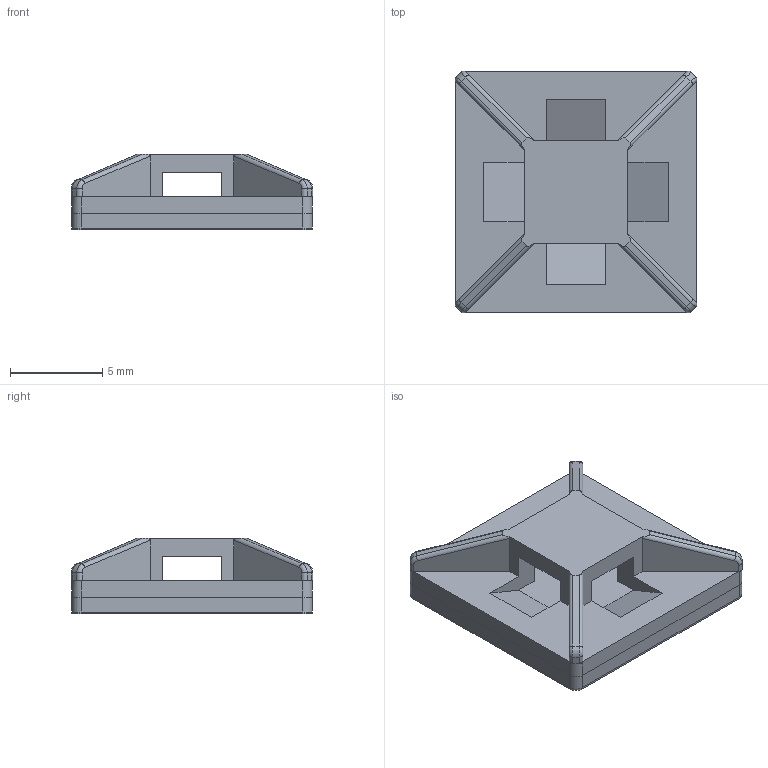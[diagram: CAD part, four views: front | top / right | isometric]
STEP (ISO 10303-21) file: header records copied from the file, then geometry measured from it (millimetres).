
FILE_DESCRIPTION( ( 'Unknown' ), '1' );
FILE_NAME( '530909100.stp', 'Unknown', ( 'Unknown' ), ( 'Unknown' ), 'PSStep 17.0.49', 'Unknown', ' ' );
FILE_SCHEMA( ( 'AUTOMOTIVE_DESIGN { 1 0 10303 214 1 1 1 1 }' ) );
Length unit declared in the file: millimetre
Products named in the file (4): Assem1; 530909100; 3M_adhesive tape; release_tape
Assembly tree (3 placements, depth 2):
  Assem1
    530909100
    3M_adhesive tape
    release_tape
Bounding box: 13.07 x 13.07 x 4.1 mm (x, y, z)
Volume: 331.1 mm3; surface area: 1228.8 mm2
Topology: 3 solids, 3 shells, 103 faces, 284 edges, 180 vertices
Faces by surface type: plane 63, cylinder 32, torus 8
Entity records: 4176 total; most frequent: DIRECTION 590, CARTESIAN_POINT 571, ORIENTED_EDGE 568, EDGE_CURVE 284, AXIS2_PLACEMENT_3D 199, LINE 192, VECTOR 192, VERTEX_POINT 180
